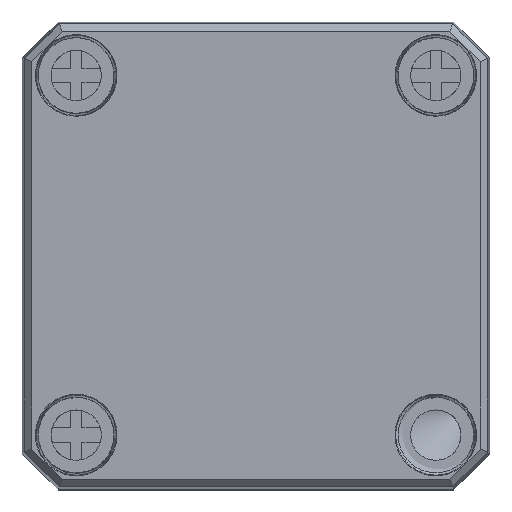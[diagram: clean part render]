
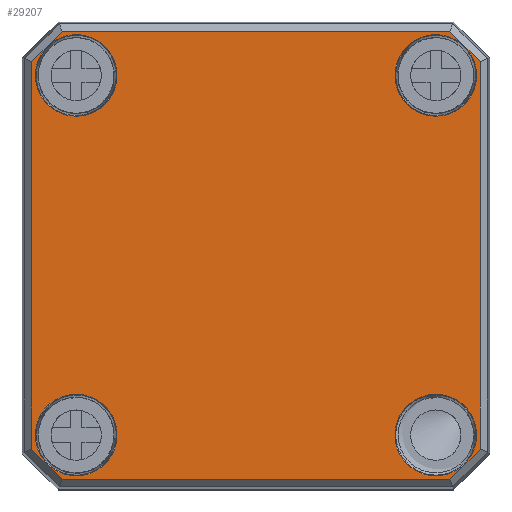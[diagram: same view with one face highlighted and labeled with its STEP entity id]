
A CAD part, top view. The second image highlights one B-rep face of the part: STEP entity #29207.
In plain terms, the highlighted face is planar.
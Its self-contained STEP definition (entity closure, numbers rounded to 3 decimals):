
#247=FACE_BOUND('',#9156,.T.);
#248=FACE_BOUND('',#9157,.T.);
#249=FACE_BOUND('',#9158,.T.);
#250=FACE_BOUND('',#9159,.T.);
#752=PLANE('',#31533);
#2682=LINE('',#51733,#4882);
#2683=LINE('',#51735,#4883);
#2684=LINE('',#51737,#4884);
#2685=LINE('',#51739,#4885);
#2686=LINE('',#51741,#4886);
#2687=LINE('',#51743,#4887);
#2688=LINE('',#51745,#4888);
#2689=LINE('',#51746,#4889);
#4882=VECTOR('',#37519,10.);
#4883=VECTOR('',#37520,10.);
#4884=VECTOR('',#37521,10.);
#4885=VECTOR('',#37522,10.);
#4886=VECTOR('',#37523,10.);
#4887=VECTOR('',#37524,10.);
#4888=VECTOR('',#37525,10.);
#4889=VECTOR('',#37526,10.);
#7242=FACE_OUTER_BOUND('',#9155,.T.);
#9155=EDGE_LOOP('',(#24844,#24845,#24846,#24847,#24848,#24849,#24850,#24851));
#9156=EDGE_LOOP('',(#24852,#24853));
#9157=EDGE_LOOP('',(#24854,#24855));
#9158=EDGE_LOOP('',(#24856,#24857));
#9159=EDGE_LOOP('',(#24858,#24859));
#11272=CIRCLE('',#31522,5.672);
#11277=CIRCLE('',#31527,5.672);
#11282=CIRCLE('',#31534,5.672);
#11283=CIRCLE('',#31535,5.672);
#11284=CIRCLE('',#31536,5.672);
#11285=CIRCLE('',#31537,5.672);
#11286=CIRCLE('',#31538,5.672);
#11287=CIRCLE('',#31539,5.672);
#13736=VERTEX_POINT('',#51634);
#13737=VERTEX_POINT('',#51635);
#13758=VERTEX_POINT('',#51731);
#13759=VERTEX_POINT('',#51732);
#13760=VERTEX_POINT('',#51734);
#13761=VERTEX_POINT('',#51736);
#13762=VERTEX_POINT('',#51738);
#13763=VERTEX_POINT('',#51740);
#13764=VERTEX_POINT('',#51742);
#13765=VERTEX_POINT('',#51744);
#13766=VERTEX_POINT('',#51747);
#13767=VERTEX_POINT('',#51748);
#13768=VERTEX_POINT('',#51751);
#13769=VERTEX_POINT('',#51752);
#13770=VERTEX_POINT('',#51755);
#13771=VERTEX_POINT('',#51756);
#17513=EDGE_CURVE('',#13736,#13737,#11272,.T.);
#17518=EDGE_CURVE('',#13737,#13736,#11277,.T.);
#17537=EDGE_CURVE('',#13758,#13759,#2682,.T.);
#17538=EDGE_CURVE('',#13760,#13758,#2683,.T.);
#17539=EDGE_CURVE('',#13761,#13760,#2684,.T.);
#17540=EDGE_CURVE('',#13762,#13761,#2685,.T.);
#17541=EDGE_CURVE('',#13763,#13762,#2686,.T.);
#17542=EDGE_CURVE('',#13764,#13763,#2687,.T.);
#17543=EDGE_CURVE('',#13765,#13764,#2688,.T.);
#17544=EDGE_CURVE('',#13759,#13765,#2689,.T.);
#17545=EDGE_CURVE('',#13766,#13767,#11282,.T.);
#17546=EDGE_CURVE('',#13767,#13766,#11283,.T.);
#17547=EDGE_CURVE('',#13768,#13769,#11284,.T.);
#17548=EDGE_CURVE('',#13769,#13768,#11285,.T.);
#17549=EDGE_CURVE('',#13770,#13771,#11286,.T.);
#17550=EDGE_CURVE('',#13771,#13770,#11287,.T.);
#24844=ORIENTED_EDGE('',*,*,#17537,.F.);
#24845=ORIENTED_EDGE('',*,*,#17538,.F.);
#24846=ORIENTED_EDGE('',*,*,#17539,.F.);
#24847=ORIENTED_EDGE('',*,*,#17540,.F.);
#24848=ORIENTED_EDGE('',*,*,#17541,.F.);
#24849=ORIENTED_EDGE('',*,*,#17542,.F.);
#24850=ORIENTED_EDGE('',*,*,#17543,.F.);
#24851=ORIENTED_EDGE('',*,*,#17544,.F.);
#24852=ORIENTED_EDGE('',*,*,#17545,.F.);
#24853=ORIENTED_EDGE('',*,*,#17546,.F.);
#24854=ORIENTED_EDGE('',*,*,#17547,.F.);
#24855=ORIENTED_EDGE('',*,*,#17548,.F.);
#24856=ORIENTED_EDGE('',*,*,#17549,.F.);
#24857=ORIENTED_EDGE('',*,*,#17550,.F.);
#24858=ORIENTED_EDGE('',*,*,#17513,.F.);
#24859=ORIENTED_EDGE('',*,*,#17518,.F.);
#29207=ADVANCED_FACE('',(#7242,#247,#248,#249,#250),#752,.T.);
#31522=AXIS2_PLACEMENT_3D('',#51636,#37494,#37495);
#31527=AXIS2_PLACEMENT_3D('',#51644,#37504,#37505);
#31533=AXIS2_PLACEMENT_3D('',#51730,#37517,#37518);
#31534=AXIS2_PLACEMENT_3D('',#51749,#37527,#37528);
#31535=AXIS2_PLACEMENT_3D('',#51750,#37529,#37530);
#31536=AXIS2_PLACEMENT_3D('',#51753,#37531,#37532);
#31537=AXIS2_PLACEMENT_3D('',#51754,#37533,#37534);
#31538=AXIS2_PLACEMENT_3D('',#51757,#37535,#37536);
#31539=AXIS2_PLACEMENT_3D('',#51758,#37537,#37538);
#37494=DIRECTION('center_axis',(0.,1.,0.));
#37495=DIRECTION('ref_axis',(1.,0.,0.));
#37504=DIRECTION('center_axis',(0.,1.,0.));
#37505=DIRECTION('ref_axis',(1.,0.,0.));
#37517=DIRECTION('center_axis',(0.,1.,0.));
#37518=DIRECTION('ref_axis',(0.,0.,1.));
#37519=DIRECTION('',(-0.707,0.,0.707));
#37520=DIRECTION('',(0.,0.,1.));
#37521=DIRECTION('',(0.707,0.,0.707));
#37522=DIRECTION('',(1.,0.,0.));
#37523=DIRECTION('',(0.707,0.,-0.707));
#37524=DIRECTION('',(0.,0.,-1.));
#37525=DIRECTION('',(-0.707,0.,-0.707));
#37526=DIRECTION('',(-1.,0.,0.));
#37527=DIRECTION('center_axis',(0.,1.,0.));
#37528=DIRECTION('ref_axis',(-1.,0.,0.));
#37529=DIRECTION('center_axis',(0.,1.,0.));
#37530=DIRECTION('ref_axis',(-1.,0.,0.));
#37531=DIRECTION('center_axis',(0.,1.,0.));
#37532=DIRECTION('ref_axis',(1.,0.,0.));
#37533=DIRECTION('center_axis',(0.,1.,0.));
#37534=DIRECTION('ref_axis',(1.,0.,0.));
#37535=DIRECTION('center_axis',(0.,1.,0.));
#37536=DIRECTION('ref_axis',(-1.,0.,0.));
#37537=DIRECTION('center_axis',(0.,1.,0.));
#37538=DIRECTION('ref_axis',(-1.,0.,0.));
#51634=CARTESIAN_POINT('',(-30.672,39.,-25.));
#51635=CARTESIAN_POINT('',(-25.,39.,-19.328));
#51636=CARTESIAN_POINT('Origin',(-25.,39.,-25.));
#51644=CARTESIAN_POINT('Origin',(-25.,39.,-25.));
#51730=CARTESIAN_POINT('Origin',(0.,39.,0.));
#51731=CARTESIAN_POINT('',(31.16,39.,26.945));
#51732=CARTESIAN_POINT('',(26.945,39.,31.16));
#51733=CARTESIAN_POINT('',(30.302,39.,27.802));
#51734=CARTESIAN_POINT('',(31.16,39.,-26.945));
#51735=CARTESIAN_POINT('',(31.16,39.,-13.75));
#51736=CARTESIAN_POINT('',(26.945,39.,-31.16));
#51737=CARTESIAN_POINT('',(27.802,39.,-30.302));
#51738=CARTESIAN_POINT('',(-26.945,39.,-31.16));
#51739=CARTESIAN_POINT('',(-13.75,39.,-31.16));
#51740=CARTESIAN_POINT('',(-31.16,39.,-26.945));
#51741=CARTESIAN_POINT('',(-30.302,39.,-27.802));
#51742=CARTESIAN_POINT('',(-31.16,39.,26.945));
#51743=CARTESIAN_POINT('',(-31.16,39.,13.75));
#51744=CARTESIAN_POINT('',(-26.945,39.,31.16));
#51745=CARTESIAN_POINT('',(-27.802,39.,30.302));
#51746=CARTESIAN_POINT('',(13.75,39.,31.16));
#51747=CARTESIAN_POINT('',(30.672,39.,-25.));
#51748=CARTESIAN_POINT('',(25.,39.,-19.328));
#51749=CARTESIAN_POINT('Origin',(25.,39.,-25.));
#51750=CARTESIAN_POINT('Origin',(25.,39.,-25.));
#51751=CARTESIAN_POINT('',(-30.672,39.,25.));
#51752=CARTESIAN_POINT('',(-25.,39.,30.672));
#51753=CARTESIAN_POINT('Origin',(-25.,39.,25.));
#51754=CARTESIAN_POINT('Origin',(-25.,39.,25.));
#51755=CARTESIAN_POINT('',(30.672,39.,25.));
#51756=CARTESIAN_POINT('',(25.,39.,30.672));
#51757=CARTESIAN_POINT('Origin',(25.,39.,25.));
#51758=CARTESIAN_POINT('Origin',(25.,39.,25.));
